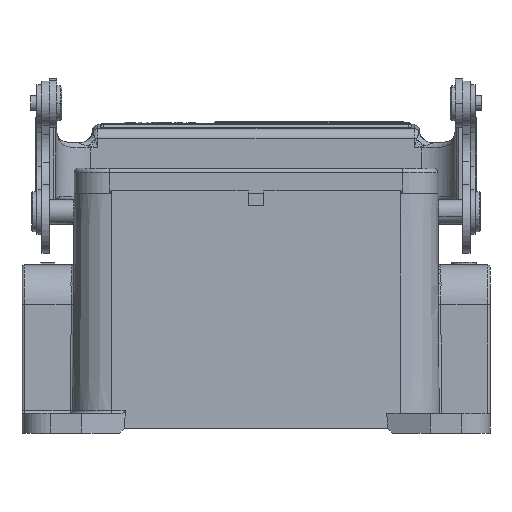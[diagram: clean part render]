
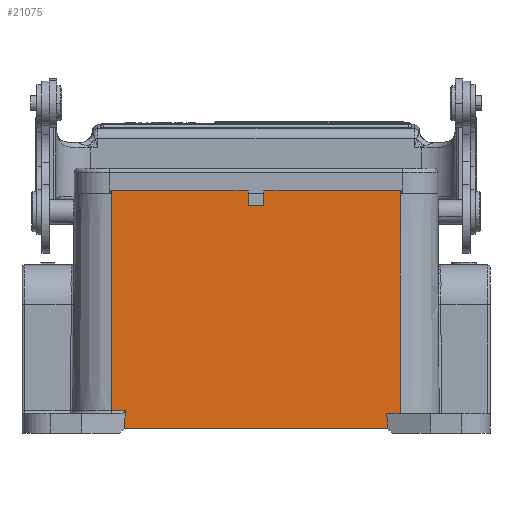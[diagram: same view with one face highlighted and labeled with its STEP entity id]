
A CAD part, front view. The second image highlights one B-rep face of the part: STEP entity #21075.
In plain terms, the highlighted planar face has unit normal (0, -1, 0.009).
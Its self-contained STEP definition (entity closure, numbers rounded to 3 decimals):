
#1862=DIRECTION('',(0.,-0.009,-1.));
#1863=VECTOR('',#1862,44.206);
#1864=CARTESIAN_POINT('',(-29.,-21.5,
23.35));
#1865=LINE('',#1864,#1863);
#1891=CARTESIAN_POINT('',(-29.,-21.5,
23.35));
#1917=DIRECTION('',(0.,-0.004,-1.));
#1918=VECTOR('',#1917,0.5);
#1919=CARTESIAN_POINT('',(1.6,-21.5,23.35));
#1920=LINE('',#1919,#1918);
#1921=DIRECTION('',(0.,0.004,1.));
#1922=VECTOR('',#1921,0.5);
#1923=CARTESIAN_POINT('',(-1.6,-21.502,22.85));
#1924=LINE('',#1923,#1922);
#1925=DIRECTION('',(-1.,0.,0.));
#1926=VECTOR('',#1925,27.4);
#1927=CARTESIAN_POINT('',(-1.6,-21.5,23.35));
#1928=LINE('',#1927,#1926);
#2096=DIRECTION('',(1.,0.,0.));
#2097=VECTOR('',#2096,2.712);
#2098=CARTESIAN_POINT('',(-29.,-21.886,
-20.854));
#2099=LINE('',#2098,#2097);
#2104=DIRECTION('',(-0.019,-0.009,-1.));
#2105=VECTOR('',#2104,3.496);
#2106=CARTESIAN_POINT('',(-26.288,-21.886,
-20.854));
#2107=LINE('',#2106,#2105);
#2168=CARTESIAN_POINT('',(26.352,-21.917,
-24.35));
#2202=DIRECTION('',(-0.019,0.009,1.));
#2203=VECTOR('',#2202,3.001);
#2204=CARTESIAN_POINT('',(26.352,-21.917,
-24.35));
#2205=LINE('',#2204,#2203);
#2469=DIRECTION('',(0.,0.009,1.));
#2470=VECTOR('',#2469,44.702);
#2471=CARTESIAN_POINT('',(29.,-21.89,-21.35));
#2472=LINE('',#2471,#2470);
#2513=DIRECTION('',(1.,0.,0.));
#2514=VECTOR('',#2513,3.2);
#2515=CARTESIAN_POINT('',(-1.6,-21.526,20.35));
#2516=LINE('',#2515,#2514);
#2517=DIRECTION('',(1.,0.,0.));
#2518=VECTOR('',#2517,27.4);
#2519=CARTESIAN_POINT('',(1.6,-21.5,23.35));
#2520=LINE('',#2519,#2518);
#2521=DIRECTION('',(-1.,0.,0.));
#2522=VECTOR('',#2521,2.703);
#2523=CARTESIAN_POINT('',(29.,-21.89,-21.35));
#2524=LINE('',#2523,#2522);
#2525=DIRECTION('',(-1.,0.,0.));
#2526=VECTOR('',#2525,52.705);
#2527=CARTESIAN_POINT('',(26.352,-21.917,
-24.35));
#2528=LINE('',#2527,#2526);
#2541=DIRECTION('',(0.,0.01,1.));
#2542=VECTOR('',#2541,2.5);
#2543=CARTESIAN_POINT('',(-1.6,-21.526,20.35));
#2544=LINE('',#2543,#2542);
#2553=DIRECTION('',(0.,-0.01,-1.));
#2554=VECTOR('',#2553,2.5);
#2555=CARTESIAN_POINT('',(1.6,-21.502,22.85));
#2556=LINE('',#2555,#2554);
#15418=CARTESIAN_POINT('',(29.,-21.89,-21.35));
#15419=VERTEX_POINT('',#15418);
#15420=CARTESIAN_POINT('',(29.,-21.5,
23.35));
#15421=VERTEX_POINT('',#15420);
#15483=VERTEX_POINT('',#2168);
#15489=CARTESIAN_POINT('',(-26.352,-21.917,
-24.35));
#15490=VERTEX_POINT('',#15489);
#15493=CARTESIAN_POINT('',(26.297,-21.89,-21.35));
#15494=VERTEX_POINT('',#15493);
#15846=VERTEX_POINT('',#1891);
#15848=CARTESIAN_POINT('',(-29.,-21.886,
-20.854));
#15849=VERTEX_POINT('',#15848);
#15856=CARTESIAN_POINT('',(1.6,-21.5,23.35));
#15857=VERTEX_POINT('',#15856);
#15858=CARTESIAN_POINT('',(-1.6,-21.502,22.85));
#15859=CARTESIAN_POINT('',(1.6,-21.502,22.85));
#15860=VERTEX_POINT('',#15858);
#15861=VERTEX_POINT('',#15859);
#15862=CARTESIAN_POINT('',(-1.6,-21.5,23.35));
#15863=VERTEX_POINT('',#15862);
#15864=CARTESIAN_POINT('',(-1.6,-21.526,20.35));
#15865=CARTESIAN_POINT('',(1.6,-21.526,20.35));
#15866=VERTEX_POINT('',#15864);
#15867=VERTEX_POINT('',#15865);
#15868=CARTESIAN_POINT('',(-26.288,-21.886,
-20.854));
#15869=VERTEX_POINT('',#15868);
#21051=CARTESIAN_POINT('',(-31.173,-21.5,23.35));
#21052=DIRECTION('',(0.,-1.,0.009));
#21053=DIRECTION('',(-1.,0.,0.));
#21054=AXIS2_PLACEMENT_3D('',#21051,#21052,#21053);
#21055=PLANE('',#21054);
#21056=ORIENTED_EDGE('',*,*,#20419,.F.);
#21057=ORIENTED_EDGE('',*,*,#20417,.F.);
#21059=ORIENTED_EDGE('',*,*,#21058,.F.);
#21061=ORIENTED_EDGE('',*,*,#21060,.T.);
#21063=ORIENTED_EDGE('',*,*,#21062,.F.);
#21064=ORIENTED_EDGE('',*,*,#20413,.F.);
#21065=ORIENTED_EDGE('',*,*,#20411,.T.);
#21066=ORIENTED_EDGE('',*,*,#21028,.F.);
#21067=ORIENTED_EDGE('',*,*,#20774,.T.);
#21068=ORIENTED_EDGE('',*,*,#20735,.F.);
#21069=ORIENTED_EDGE('',*,*,#20718,.T.);
#21070=ORIENTED_EDGE('',*,*,#20627,.F.);
#21071=ORIENTED_EDGE('',*,*,#20612,.F.);
#21072=ORIENTED_EDGE('',*,*,#20374,.F.);
#21073=EDGE_LOOP('',(#21056,#21057,#21059,#21061,#21063,#21064,#21065,#21066,
#21067,#21068,#21069,#21070,#21071,#21072));
#21074=FACE_OUTER_BOUND('',#21073,.F.);
#21075=ADVANCED_FACE('',(#21074),#21055,.T.);
#20374=EDGE_CURVE('',#15846,#15849,#1865,.T.);
#20411=EDGE_CURVE('',#15857,#15421,#2520,.T.);
#20413=EDGE_CURVE('',#15857,#15861,#1920,.T.);
#20417=EDGE_CURVE('',#15860,#15863,#1924,.T.);
#20419=EDGE_CURVE('',#15863,#15846,#1928,.T.);
#20612=EDGE_CURVE('',#15849,#15869,#2099,.T.);
#20627=EDGE_CURVE('',#15869,#15490,#2107,.T.);
#20718=EDGE_CURVE('',#15483,#15490,#2528,.T.);
#20735=EDGE_CURVE('',#15483,#15494,#2205,.T.);
#20774=EDGE_CURVE('',#15419,#15494,#2524,.T.);
#21028=EDGE_CURVE('',#15419,#15421,#2472,.T.);
#21058=EDGE_CURVE('',#15866,#15860,#2544,.T.);
#21060=EDGE_CURVE('',#15866,#15867,#2516,.T.);
#21062=EDGE_CURVE('',#15861,#15867,#2556,.T.);
